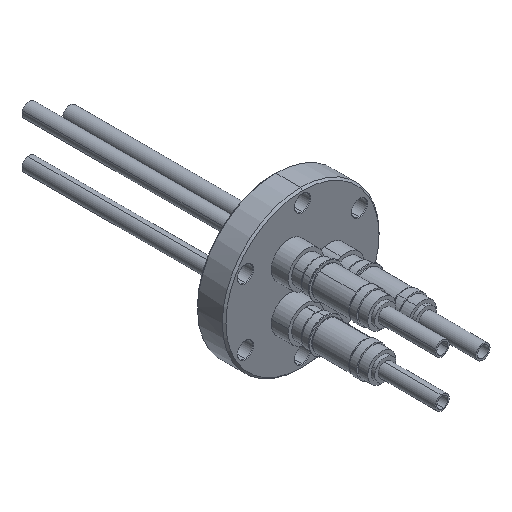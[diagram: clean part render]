
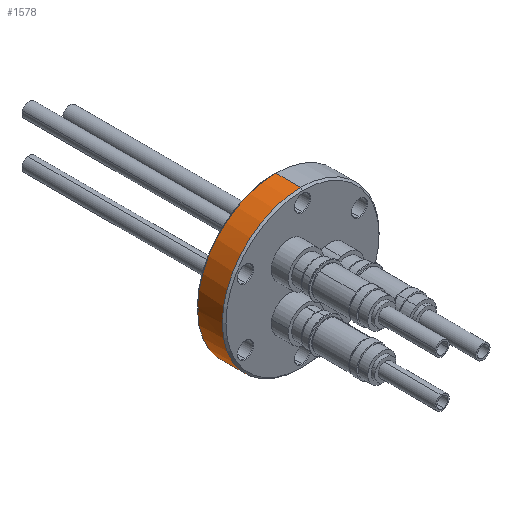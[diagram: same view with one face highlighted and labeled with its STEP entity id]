
A CAD part, isometric view. The second image highlights one B-rep face of the part: STEP entity #1578.
In plain terms, the highlighted cylindrical face has radius 34.925 mm (diameter 69.85 mm), a partial arc.
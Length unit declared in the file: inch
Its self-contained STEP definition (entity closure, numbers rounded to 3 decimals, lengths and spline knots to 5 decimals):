
#32 = VECTOR ( 'NONE', #6597, 39.37008 ) ;
#36 = CIRCLE ( 'NONE', #4589, 1.375 ) ;
#66 = DIRECTION ( 'NONE',  ( 0., -1., 0. ) ) ;
#158 = CARTESIAN_POINT ( 'NONE',  ( -1.37465, 0., 0.031 ) ) ;
#456 = AXIS2_PLACEMENT_3D ( 'NONE', #4657, #5137, #2103 ) ;
#492 = LINE ( 'NONE', #5544, #32 ) ;
#550 = CARTESIAN_POINT ( 'NONE',  ( -1.37465, 0., -0.031 ) ) ;
#583 = ORIENTED_EDGE ( 'NONE', *, *, #2061, .T. ) ;
#971 = CARTESIAN_POINT ( 'NONE',  ( 0., 0.032, 0. ) ) ;
#1117 = LINE ( 'NONE', #2167, #5095 ) ;
#1245 = CARTESIAN_POINT ( 'NONE',  ( 0., 0.032, -1.375 ) ) ;
#1265 = CARTESIAN_POINT ( 'NONE',  ( 0., 0.45, 0. ) ) ;
#1380 = CARTESIAN_POINT ( 'NONE',  ( -1.37465, 0.45, -0.031 ) ) ;
#1559 = ORIENTED_EDGE ( 'NONE', *, *, #6022, .T. ) ;
#1578 = ADVANCED_FACE ( 'NONE', ( #4605 ), #3576, .T. ) ;
#1658 = DIRECTION ( 'NONE',  ( 0., -1., 0. ) ) ;
#1988 = EDGE_CURVE ( 'NONE', #6580, #4469, #1117, .T. ) ;
#2061 = EDGE_CURVE ( 'NONE', #4645, #5351, #3727, .T. ) ;
#2094 = CARTESIAN_POINT ( 'NONE',  ( 0., 0.468, 0. ) ) ;
#2103 = DIRECTION ( 'NONE',  ( 0., 0., -1. ) ) ;
#2167 = CARTESIAN_POINT ( 'NONE',  ( 0., 0., -1.375 ) ) ;
#2193 = VERTEX_POINT ( 'NONE', #5029 ) ;
#2287 = CARTESIAN_POINT ( 'NONE',  ( 0., 0.032, 1.375 ) ) ;
#2319 = DIRECTION ( 'NONE',  ( 0., 1., 0. ) ) ;
#2344 = CIRCLE ( 'NONE', #456, 1.375 ) ;
#2484 = AXIS2_PLACEMENT_3D ( 'NONE', #1265, #2319, #6338 ) ;
#2537 = EDGE_CURVE ( 'NONE', #4645, #2193, #2803, .T. ) ;
#2593 = VERTEX_POINT ( 'NONE', #2287 ) ;
#2742 = ORIENTED_EDGE ( 'NONE', *, *, #5484, .T. ) ;
#2803 = CIRCLE ( 'NONE', #2484, 1.375 ) ;
#2954 = ORIENTED_EDGE ( 'NONE', *, *, #3275, .F. ) ;
#2990 = DIRECTION ( 'NONE',  ( 0., -1., 0. ) ) ;
#3275 = EDGE_CURVE ( 'NONE', #2593, #4469, #3615, .T. ) ;
#3458 = ORIENTED_EDGE ( 'NONE', *, *, #4293, .T. ) ;
#3488 = VERTEX_POINT ( 'NONE', #4148 ) ;
#3541 = ORIENTED_EDGE ( 'NONE', *, *, #4243, .F. ) ;
#3576 = CYLINDRICAL_SURFACE ( 'NONE', #5936, 1.375 ) ;
#3615 = CIRCLE ( 'NONE', #4144, 1.375 ) ;
#3638 = VERTEX_POINT ( 'NONE', #4413 ) ;
#3703 = VECTOR ( 'NONE', #4599, 39.37008 ) ;
#3727 = LINE ( 'NONE', #550, #3703 ) ;
#3973 = CARTESIAN_POINT ( 'NONE',  ( 0., 0., 0. ) ) ;
#4121 = DIRECTION ( 'NONE',  ( 0., 0., -1. ) ) ;
#4144 = AXIS2_PLACEMENT_3D ( 'NONE', #971, #2990, #5089 ) ;
#4148 = CARTESIAN_POINT ( 'NONE',  ( -1.37465, 0.468, 0.031 ) ) ;
#4193 = LINE ( 'NONE', #158, #4685 ) ;
#4243 = EDGE_CURVE ( 'NONE', #3638, #2593, #492, .T. ) ;
#4293 = EDGE_CURVE ( 'NONE', #3488, #2193, #4193, .T. ) ;
#4413 = CARTESIAN_POINT ( 'NONE',  ( 0., 0.468, 1.375 ) ) ;
#4469 = VERTEX_POINT ( 'NONE', #1245 ) ;
#4589 = AXIS2_PLACEMENT_3D ( 'NONE', #2094, #1658, #4121 ) ;
#4599 = DIRECTION ( 'NONE',  ( 0., 1., 0. ) ) ;
#4605 = FACE_OUTER_BOUND ( 'NONE', #5595, .T. ) ;
#4645 = VERTEX_POINT ( 'NONE', #1380 ) ;
#4657 = CARTESIAN_POINT ( 'NONE',  ( 0., 0.468, 0. ) ) ;
#4685 = VECTOR ( 'NONE', #5739, 39.37008 ) ;
#4899 = ORIENTED_EDGE ( 'NONE', *, *, #1988, .T. ) ;
#5029 = CARTESIAN_POINT ( 'NONE',  ( -1.37465, 0.45, 0.031 ) ) ;
#5089 = DIRECTION ( 'NONE',  ( 0., 0., -1. ) ) ;
#5095 = VECTOR ( 'NONE', #5173, 39.37008 ) ;
#5137 = DIRECTION ( 'NONE',  ( 0., -1., 0. ) ) ;
#5173 = DIRECTION ( 'NONE',  ( 0., -1., 0. ) ) ;
#5351 = VERTEX_POINT ( 'NONE', #6495 ) ;
#5484 = EDGE_CURVE ( 'NONE', #5351, #6580, #2344, .T. ) ;
#5544 = CARTESIAN_POINT ( 'NONE',  ( 0., 0., 1.375 ) ) ;
#5595 = EDGE_LOOP ( 'NONE', ( #3541, #1559, #3458, #5948, #583, #2742, #4899, #2954 ) ) ;
#5739 = DIRECTION ( 'NONE',  ( 0., -1., 0. ) ) ;
#5936 = AXIS2_PLACEMENT_3D ( 'NONE', #3973, #66, #5997 ) ;
#5948 = ORIENTED_EDGE ( 'NONE', *, *, #2537, .F. ) ;
#5997 = DIRECTION ( 'NONE',  ( 0., 0., -1. ) ) ;
#6021 = CARTESIAN_POINT ( 'NONE',  ( 0., 0.468, -1.375 ) ) ;
#6022 = EDGE_CURVE ( 'NONE', #3638, #3488, #36, .T. ) ;
#6338 = DIRECTION ( 'NONE',  ( 0., 0., 1. ) ) ;
#6495 = CARTESIAN_POINT ( 'NONE',  ( -1.37465, 0.468, -0.031 ) ) ;
#6580 = VERTEX_POINT ( 'NONE', #6021 ) ;
#6597 = DIRECTION ( 'NONE',  ( 0., -1., 0. ) ) ;
